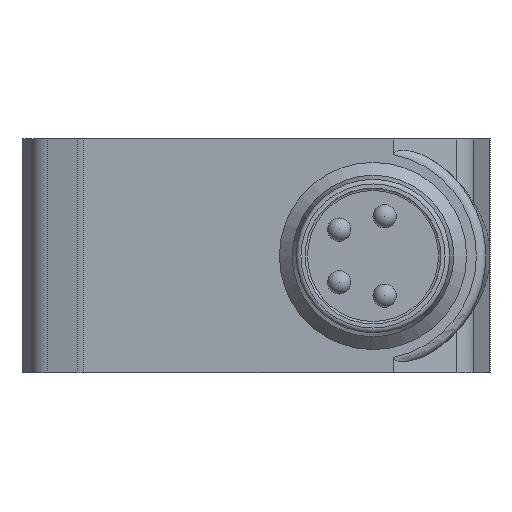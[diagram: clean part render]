
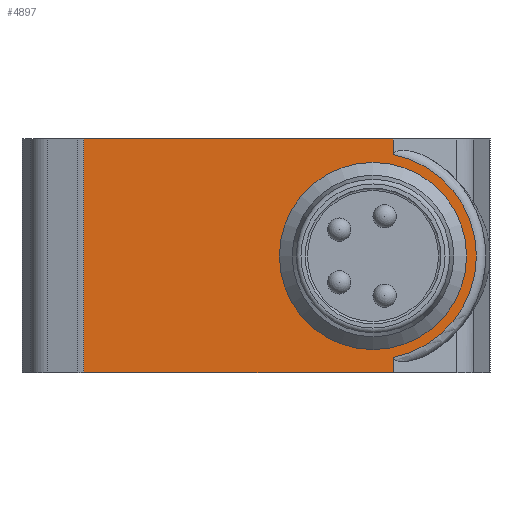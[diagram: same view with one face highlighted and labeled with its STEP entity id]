
A CAD part, front view. The second image highlights one B-rep face of the part: STEP entity #4897.
In plain terms, the highlighted planar face has unit normal (0, -1, 0).
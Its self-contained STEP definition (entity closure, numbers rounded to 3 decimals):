
#22 = VERTEX_POINT('',#23);
#23 = CARTESIAN_POINT('',(13.62,-2.25,4.334));
#43 = TOROIDAL_SURFACE('',#44,4.42,0.4);
#44 = AXIS2_PLACEMENT_3D('',#45,#46,#47);
#45 = CARTESIAN_POINT('',(12.75,-1.85,0.));
#46 = DIRECTION('',(0.,-1.,-0.));
#47 = DIRECTION('',(0.,0.,-1.));
#99 = PLANE('',#100);
#100 = AXIS2_PLACEMENT_3D('',#101,#102,#103);
#101 = CARTESIAN_POINT('',(13.62,-2.25,5.));
#102 = DIRECTION('',(-0.246,0.969,0.));
#103 = DIRECTION('',(-0.969,-0.246,0.));
#122 = EDGE_CURVE('',#123,#22,#125,.T.);
#123 = VERTEX_POINT('',#124);
#124 = CARTESIAN_POINT('',(13.62,-2.25,-4.334));
#125 = SURFACE_CURVE('',#126,(#131,#138),.PCURVE_S1.);
#126 = CIRCLE('',#127,4.42);
#127 = AXIS2_PLACEMENT_3D('',#128,#129,#130);
#128 = CARTESIAN_POINT('',(12.75,-2.25,0.));
#129 = DIRECTION('',(0.,-1.,0.));
#130 = DIRECTION('',(0.,0.,-1.));
#131 = PCURVE('',#43,#132);
#132 = DEFINITIONAL_REPRESENTATION('',(#133),#137);
#133 = LINE('',#134,#135);
#134 = CARTESIAN_POINT('',(0.,1.571));
#135 = VECTOR('',#136,1.);
#136 = DIRECTION('',(1.,0.));
#137 = ( GEOMETRIC_REPRESENTATION_CONTEXT(2) 
PARAMETRIC_REPRESENTATION_CONTEXT() REPRESENTATION_CONTEXT('2D SPACE',''
  ) );
#138 = PCURVE('',#139,#144);
#139 = PLANE('',#140);
#140 = AXIS2_PLACEMENT_3D('',#141,#142,#143);
#141 = CARTESIAN_POINT('',(0.38,-2.25,5.));
#142 = DIRECTION('',(0.,1.,0.));
#143 = DIRECTION('',(0.,-0.,1.));
#144 = DEFINITIONAL_REPRESENTATION('',(#145),#153);
#145 = ( BOUNDED_CURVE() B_SPLINE_CURVE(2,(#146,#147,#148,#149,#150,#151
,#152),.UNSPECIFIED.,.T.,.F.) B_SPLINE_CURVE_WITH_KNOTS((1,2,2,2,2,1),(
    -2.094,0.,2.094,4.189,6.283,
8.378),.UNSPECIFIED.) CURVE() GEOMETRIC_REPRESENTATION_ITEM() 
RATIONAL_B_SPLINE_CURVE((1.,0.5,1.,0.5,1.,0.5,1.)) REPRESENTATION_ITEM(
  '') );
#146 = CARTESIAN_POINT('',(-9.42,12.37));
#147 = CARTESIAN_POINT('',(-9.42,20.026));
#148 = CARTESIAN_POINT('',(-2.79,16.198));
#149 = CARTESIAN_POINT('',(3.84,12.37));
#150 = CARTESIAN_POINT('',(-2.79,8.542));
#151 = CARTESIAN_POINT('',(-9.42,4.714));
#152 = CARTESIAN_POINT('',(-9.42,12.37));
#153 = ( GEOMETRIC_REPRESENTATION_CONTEXT(2) 
PARAMETRIC_REPRESENTATION_CONTEXT() REPRESENTATION_CONTEXT('2D SPACE',''
  ) );
#202 = PLANE('',#203);
#203 = AXIS2_PLACEMENT_3D('',#204,#205,#206);
#204 = CARTESIAN_POINT('',(13.62,-2.25,5.));
#205 = DIRECTION('',(-0.246,0.969,0.));
#206 = DIRECTION('',(-0.969,-0.246,0.));
#773 = PLANE('',#774);
#774 = AXIS2_PLACEMENT_3D('',#775,#776,#777);
#775 = CARTESIAN_POINT('',(-1.25,0.38,5.));
#776 = DIRECTION('',(0.,0.,1.));
#777 = DIRECTION('',(1.,0.,-0.));
#849 = PLANE('',#850);
#850 = AXIS2_PLACEMENT_3D('',#851,#852,#853);
#851 = CARTESIAN_POINT('',(-1.25,0.38,-5.));
#852 = DIRECTION('',(0.,0.,1.));
#853 = DIRECTION('',(1.,0.,-0.));
#2289 = VERTEX_POINT('',#2290);
#2290 = CARTESIAN_POINT('',(13.62,-2.25,-5.));
#2311 = EDGE_CURVE('',#2312,#2289,#2314,.T.);
#2312 = VERTEX_POINT('',#2313);
#2313 = CARTESIAN_POINT('',(0.38,-2.25,-5.));
#2314 = SURFACE_CURVE('',#2315,(#2319,#2326),.PCURVE_S1.);
#2315 = LINE('',#2316,#2317);
#2316 = CARTESIAN_POINT('',(0.38,-2.25,-5.));
#2317 = VECTOR('',#2318,1.);
#2318 = DIRECTION('',(1.,0.,0.));
#2319 = PCURVE('',#849,#2320);
#2320 = DEFINITIONAL_REPRESENTATION('',(#2321),#2325);
#2321 = LINE('',#2322,#2323);
#2322 = CARTESIAN_POINT('',(1.63,-2.63));
#2323 = VECTOR('',#2324,1.);
#2324 = DIRECTION('',(1.,0.));
#2325 = ( GEOMETRIC_REPRESENTATION_CONTEXT(2) 
PARAMETRIC_REPRESENTATION_CONTEXT() REPRESENTATION_CONTEXT('2D SPACE',''
  ) );
#2326 = PCURVE('',#139,#2327);
#2327 = DEFINITIONAL_REPRESENTATION('',(#2328),#2332);
#2328 = LINE('',#2329,#2330);
#2329 = CARTESIAN_POINT('',(-10.,0.));
#2330 = VECTOR('',#2331,1.);
#2331 = DIRECTION('',(0.,1.));
#2332 = ( GEOMETRIC_REPRESENTATION_CONTEXT(2) 
PARAMETRIC_REPRESENTATION_CONTEXT() REPRESENTATION_CONTEXT('2D SPACE',''
  ) );
#2351 = CYLINDRICAL_SURFACE('',#2352,1.);
#2352 = AXIS2_PLACEMENT_3D('',#2353,#2354,#2355);
#2353 = CARTESIAN_POINT('',(0.38,-1.25,5.));
#2354 = DIRECTION('',(0.,-0.,1.));
#2355 = DIRECTION('',(-1.,0.,0.));
#3124 = VERTEX_POINT('',#3125);
#3125 = CARTESIAN_POINT('',(0.38,-2.25,5.));
#3147 = EDGE_CURVE('',#3124,#3148,#3150,.T.);
#3148 = VERTEX_POINT('',#3149);
#3149 = CARTESIAN_POINT('',(13.62,-2.25,5.));
#3150 = SURFACE_CURVE('',#3151,(#3155,#3162),.PCURVE_S1.);
#3151 = LINE('',#3152,#3153);
#3152 = CARTESIAN_POINT('',(0.38,-2.25,5.));
#3153 = VECTOR('',#3154,1.);
#3154 = DIRECTION('',(1.,0.,0.));
#3155 = PCURVE('',#773,#3156);
#3156 = DEFINITIONAL_REPRESENTATION('',(#3157),#3161);
#3157 = LINE('',#3158,#3159);
#3158 = CARTESIAN_POINT('',(1.63,-2.63));
#3159 = VECTOR('',#3160,1.);
#3160 = DIRECTION('',(1.,0.));
#3161 = ( GEOMETRIC_REPRESENTATION_CONTEXT(2) 
PARAMETRIC_REPRESENTATION_CONTEXT() REPRESENTATION_CONTEXT('2D SPACE',''
  ) );
#3162 = PCURVE('',#139,#3163);
#3163 = DEFINITIONAL_REPRESENTATION('',(#3164),#3168);
#3164 = LINE('',#3165,#3166);
#3165 = CARTESIAN_POINT('',(0.,0.));
#3166 = VECTOR('',#3167,1.);
#3167 = DIRECTION('',(0.,1.));
#3168 = ( GEOMETRIC_REPRESENTATION_CONTEXT(2) 
PARAMETRIC_REPRESENTATION_CONTEXT() REPRESENTATION_CONTEXT('2D SPACE',''
  ) );
#4652 = EDGE_CURVE('',#3148,#22,#4653,.T.);
#4653 = SURFACE_CURVE('',#4654,(#4658,#4665),.PCURVE_S1.);
#4654 = LINE('',#4655,#4656);
#4655 = CARTESIAN_POINT('',(13.62,-2.25,5.));
#4656 = VECTOR('',#4657,1.);
#4657 = DIRECTION('',(-0.,-0.,-1.));
#4658 = PCURVE('',#99,#4659);
#4659 = DEFINITIONAL_REPRESENTATION('',(#4660),#4664);
#4660 = LINE('',#4661,#4662);
#4661 = CARTESIAN_POINT('',(0.,0.));
#4662 = VECTOR('',#4663,1.);
#4663 = DIRECTION('',(0.,-1.));
#4664 = ( GEOMETRIC_REPRESENTATION_CONTEXT(2) 
PARAMETRIC_REPRESENTATION_CONTEXT() REPRESENTATION_CONTEXT('2D SPACE',''
  ) );
#4665 = PCURVE('',#139,#4666);
#4666 = DEFINITIONAL_REPRESENTATION('',(#4667),#4671);
#4667 = LINE('',#4668,#4669);
#4668 = CARTESIAN_POINT('',(0.,13.24));
#4669 = VECTOR('',#4670,1.);
#4670 = DIRECTION('',(-1.,0.));
#4671 = ( GEOMETRIC_REPRESENTATION_CONTEXT(2) 
PARAMETRIC_REPRESENTATION_CONTEXT() REPRESENTATION_CONTEXT('2D SPACE',''
  ) );
#4855 = EDGE_CURVE('',#123,#2289,#4856,.T.);
#4856 = SURFACE_CURVE('',#4857,(#4861,#4868),.PCURVE_S1.);
#4857 = LINE('',#4858,#4859);
#4858 = CARTESIAN_POINT('',(13.62,-2.25,5.));
#4859 = VECTOR('',#4860,1.);
#4860 = DIRECTION('',(-0.,-0.,-1.));
#4861 = PCURVE('',#202,#4862);
#4862 = DEFINITIONAL_REPRESENTATION('',(#4863),#4867);
#4863 = LINE('',#4864,#4865);
#4864 = CARTESIAN_POINT('',(0.,0.));
#4865 = VECTOR('',#4866,1.);
#4866 = DIRECTION('',(0.,-1.));
#4867 = ( GEOMETRIC_REPRESENTATION_CONTEXT(2) 
PARAMETRIC_REPRESENTATION_CONTEXT() REPRESENTATION_CONTEXT('2D SPACE',''
  ) );
#4868 = PCURVE('',#139,#4869);
#4869 = DEFINITIONAL_REPRESENTATION('',(#4870),#4874);
#4870 = LINE('',#4871,#4872);
#4871 = CARTESIAN_POINT('',(0.,13.24));
#4872 = VECTOR('',#4873,1.);
#4873 = DIRECTION('',(-1.,0.));
#4874 = ( GEOMETRIC_REPRESENTATION_CONTEXT(2) 
PARAMETRIC_REPRESENTATION_CONTEXT() REPRESENTATION_CONTEXT('2D SPACE',''
  ) );
#4897 = ADVANCED_FACE('',(#4898,#4933),#139,.F.);
#4898 = FACE_BOUND('',#4899,.T.);
#4899 = EDGE_LOOP('',(#4900));
#4900 = ORIENTED_EDGE('',*,*,#4901,.F.);
#4901 = EDGE_CURVE('',#4902,#4902,#4904,.T.);
#4902 = VERTEX_POINT('',#4903);
#4903 = CARTESIAN_POINT('',(12.75,-2.25,-4.));
#4904 = SURFACE_CURVE('',#4905,(#4910,#4921),.PCURVE_S1.);
#4905 = CIRCLE('',#4906,4.);
#4906 = AXIS2_PLACEMENT_3D('',#4907,#4908,#4909);
#4907 = CARTESIAN_POINT('',(12.75,-2.25,0.));
#4908 = DIRECTION('',(0.,-1.,0.));
#4909 = DIRECTION('',(0.,0.,-1.));
#4910 = PCURVE('',#139,#4911);
#4911 = DEFINITIONAL_REPRESENTATION('',(#4912),#4920);
#4912 = ( BOUNDED_CURVE() B_SPLINE_CURVE(2,(#4913,#4914,#4915,#4916,
#4917,#4918,#4919),.UNSPECIFIED.,.T.,.F.) B_SPLINE_CURVE_WITH_KNOTS((1,2
    ,2,2,2,1),(-2.094,0.,2.094,4.189,
6.283,8.378),.UNSPECIFIED.) CURVE() 
GEOMETRIC_REPRESENTATION_ITEM() RATIONAL_B_SPLINE_CURVE((1.,0.5,1.,0.5,
1.,0.5,1.)) REPRESENTATION_ITEM('') );
#4913 = CARTESIAN_POINT('',(-9.,12.37));
#4914 = CARTESIAN_POINT('',(-9.,19.298));
#4915 = CARTESIAN_POINT('',(-3.,15.834));
#4916 = CARTESIAN_POINT('',(3.,12.37));
#4917 = CARTESIAN_POINT('',(-3.,8.906));
#4918 = CARTESIAN_POINT('',(-9.,5.442));
#4919 = CARTESIAN_POINT('',(-9.,12.37));
#4920 = ( GEOMETRIC_REPRESENTATION_CONTEXT(2) 
PARAMETRIC_REPRESENTATION_CONTEXT() REPRESENTATION_CONTEXT('2D SPACE',''
  ) );
#4921 = PCURVE('',#4922,#4927);
#4922 = CYLINDRICAL_SURFACE('',#4923,4.);
#4923 = AXIS2_PLACEMENT_3D('',#4924,#4925,#4926);
#4924 = CARTESIAN_POINT('',(12.75,-4.25,0.));
#4925 = DIRECTION('',(-0.,1.,0.));
#4926 = DIRECTION('',(0.,0.,-1.));
#4927 = DEFINITIONAL_REPRESENTATION('',(#4928),#4932);
#4928 = LINE('',#4929,#4930);
#4929 = CARTESIAN_POINT('',(6.283,2.));
#4930 = VECTOR('',#4931,1.);
#4931 = DIRECTION('',(-1.,0.));
#4932 = ( GEOMETRIC_REPRESENTATION_CONTEXT(2) 
PARAMETRIC_REPRESENTATION_CONTEXT() REPRESENTATION_CONTEXT('2D SPACE',''
  ) );
#4933 = FACE_BOUND('',#4934,.T.);
#4934 = EDGE_LOOP('',(#4935,#4936,#4937,#4938,#4939,#4960));
#4935 = ORIENTED_EDGE('',*,*,#4855,.F.);
#4936 = ORIENTED_EDGE('',*,*,#122,.T.);
#4937 = ORIENTED_EDGE('',*,*,#4652,.F.);
#4938 = ORIENTED_EDGE('',*,*,#3147,.F.);
#4939 = ORIENTED_EDGE('',*,*,#4940,.T.);
#4940 = EDGE_CURVE('',#3124,#2312,#4941,.T.);
#4941 = SURFACE_CURVE('',#4942,(#4946,#4953),.PCURVE_S1.);
#4942 = LINE('',#4943,#4944);
#4943 = CARTESIAN_POINT('',(0.38,-2.25,5.));
#4944 = VECTOR('',#4945,1.);
#4945 = DIRECTION('',(-0.,-0.,-1.));
#4946 = PCURVE('',#139,#4947);
#4947 = DEFINITIONAL_REPRESENTATION('',(#4948),#4952);
#4948 = LINE('',#4949,#4950);
#4949 = CARTESIAN_POINT('',(0.,0.));
#4950 = VECTOR('',#4951,1.);
#4951 = DIRECTION('',(-1.,0.));
#4952 = ( GEOMETRIC_REPRESENTATION_CONTEXT(2) 
PARAMETRIC_REPRESENTATION_CONTEXT() REPRESENTATION_CONTEXT('2D SPACE',''
  ) );
#4953 = PCURVE('',#2351,#4954);
#4954 = DEFINITIONAL_REPRESENTATION('',(#4955),#4959);
#4955 = LINE('',#4956,#4957);
#4956 = CARTESIAN_POINT('',(1.571,0.));
#4957 = VECTOR('',#4958,1.);
#4958 = DIRECTION('',(0.,-1.));
#4959 = ( GEOMETRIC_REPRESENTATION_CONTEXT(2) 
PARAMETRIC_REPRESENTATION_CONTEXT() REPRESENTATION_CONTEXT('2D SPACE',''
  ) );
#4960 = ORIENTED_EDGE('',*,*,#2311,.T.);
